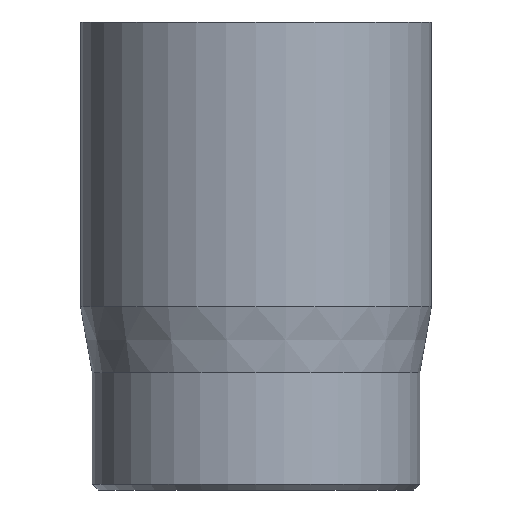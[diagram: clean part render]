
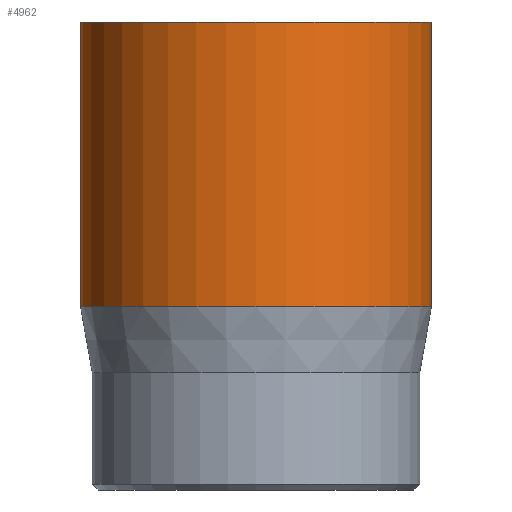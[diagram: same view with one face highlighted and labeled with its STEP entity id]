
A CAD part, front view. The second image highlights one B-rep face of the part: STEP entity #4962.
In plain terms, the highlighted cylindrical face has radius 1.5 mm (diameter 3 mm), a full revolution.
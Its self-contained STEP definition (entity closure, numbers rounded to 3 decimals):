
#649=CYLINDRICAL_SURFACE('',#5144,1.5);
#906=FACE_OUTER_BOUND('',#1209,.T.);
#1209=EDGE_LOOP('',(#4597,#4598,#4599,#4600,#4601));
#1579=LINE('',#9362,#1959);
#1959=VECTOR('',#5738,1.5);
#1997=CIRCLE('',#5123,1.5);
#2003=CIRCLE('',#5142,1.5);
#2004=CIRCLE('',#5143,1.5);
#2465=VERTEX_POINT('',#9328);
#2471=VERTEX_POINT('',#9356);
#2472=VERTEX_POINT('',#9357);
#3176=EDGE_CURVE('',#2465,#2465,#1997,.T.);
#3185=EDGE_CURVE('',#2471,#2472,#2003,.T.);
#3186=EDGE_CURVE('',#2472,#2471,#2004,.T.);
#3188=EDGE_CURVE('',#2465,#2471,#1579,.T.);
#4597=ORIENTED_EDGE('',*,*,#3176,.T.);
#4598=ORIENTED_EDGE('',*,*,#3188,.T.);
#4599=ORIENTED_EDGE('',*,*,#3185,.T.);
#4600=ORIENTED_EDGE('',*,*,#3186,.T.);
#4601=ORIENTED_EDGE('',*,*,#3188,.F.);
#4962=ADVANCED_FACE('',(#906),#649,.T.);
#5123=AXIS2_PLACEMENT_3D('',#9329,#5690,#5691);
#5142=AXIS2_PLACEMENT_3D('',#9358,#5731,#5732);
#5143=AXIS2_PLACEMENT_3D('',#9359,#5733,#5734);
#5144=AXIS2_PLACEMENT_3D('',#9361,#5736,#5737);
#5690=DIRECTION('center_axis',(0.,0.,-1.));
#5691=DIRECTION('ref_axis',(-1.,0.,0.));
#5731=DIRECTION('center_axis',(0.,0.,1.));
#5732=DIRECTION('ref_axis',(-1.,0.,0.));
#5733=DIRECTION('center_axis',(0.,0.,1.));
#5734=DIRECTION('ref_axis',(-1.,0.,0.));
#5736=DIRECTION('center_axis',(0.,0.,1.));
#5737=DIRECTION('ref_axis',(-1.,0.,0.));
#5738=DIRECTION('',(0.,0.,-1.));
#9328=CARTESIAN_POINT('',(1.5,0.,4.));
#9329=CARTESIAN_POINT('Origin',(0.,0.,4.));
#9356=CARTESIAN_POINT('',(1.5,0.,1.567));
#9357=CARTESIAN_POINT('',(-1.5,0.,1.567));
#9358=CARTESIAN_POINT('Origin',(0.,0.,1.567));
#9359=CARTESIAN_POINT('Origin',(0.,0.,1.567));
#9361=CARTESIAN_POINT('Origin',(0.,0.,0.));
#9362=CARTESIAN_POINT('',(1.5,0.,0.));
